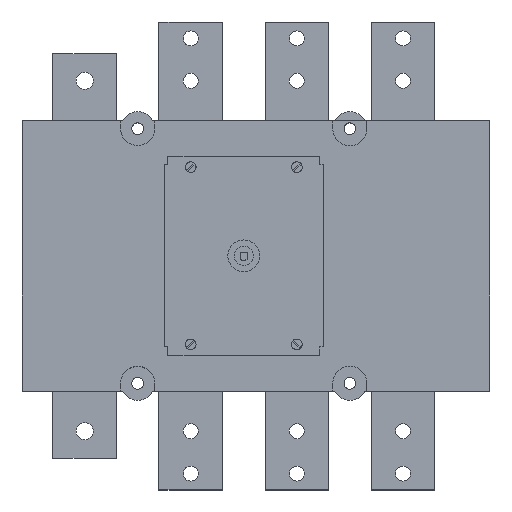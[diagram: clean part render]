
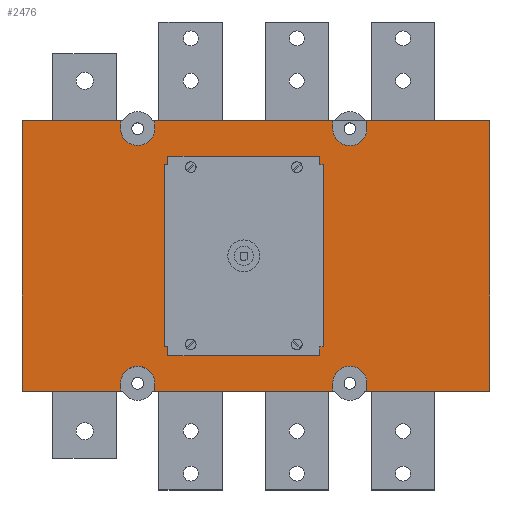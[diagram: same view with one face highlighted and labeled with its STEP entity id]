
A CAD part, top view. The second image highlights one B-rep face of the part: STEP entity #2476.
In plain terms, the highlighted planar face has unit normal (0, 0, 1).
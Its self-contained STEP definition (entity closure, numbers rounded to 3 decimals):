
#69=FACE_BOUND('',#381,.T.);
#70=FACE_BOUND('',#382,.T.);
#188=FACE_OUTER_BOUND('',#380,.T.);
#380=EDGE_LOOP('',(#1865,#1866,#1867,#1868,#1869,#1870,#1871,#1872,#1873,
#1874,#1875,#1876,#1877,#1878,#1879,#1880));
#381=EDGE_LOOP('',(#1881,#1882,#1883,#1884,#1885,#1886,#1887,#1888,#1889,
#1890,#1891,#1892));
#382=EDGE_LOOP('',(#1893,#1894,#1895,#1896));
#604=LINE('',#4064,#872);
#606=LINE('',#4069,#874);
#607=LINE('',#4071,#875);
#608=LINE('',#4073,#876);
#609=LINE('',#4075,#877);
#610=LINE('',#4077,#878);
#611=LINE('',#4081,#879);
#612=LINE('',#4082,#880);
#613=LINE('',#4084,#881);
#614=LINE('',#4086,#882);
#615=LINE('',#4090,#883);
#616=LINE('',#4092,#884);
#617=LINE('',#4094,#885);
#618=LINE('',#4098,#886);
#619=LINE('',#4100,#887);
#620=LINE('',#4102,#888);
#621=LINE('',#4104,#889);
#622=LINE('',#4106,#890);
#623=LINE('',#4108,#891);
#624=LINE('',#4110,#892);
#625=LINE('',#4112,#893);
#626=LINE('',#4114,#894);
#627=LINE('',#4116,#895);
#628=LINE('',#4118,#896);
#629=LINE('',#4119,#897);
#630=LINE('',#4124,#898);
#631=LINE('',#4126,#899);
#632=LINE('',#4127,#900);
#872=VECTOR('',#3285,10.);
#874=VECTOR('',#3289,10.);
#875=VECTOR('',#3290,10.);
#876=VECTOR('',#3291,10.);
#877=VECTOR('',#3292,10.);
#878=VECTOR('',#3293,10.);
#879=VECTOR('',#3296,10.);
#880=VECTOR('',#3297,10.);
#881=VECTOR('',#3298,10.);
#882=VECTOR('',#3299,10.);
#883=VECTOR('',#3302,10.);
#884=VECTOR('',#3303,10.);
#885=VECTOR('',#3304,10.);
#886=VECTOR('',#3307,10.);
#887=VECTOR('',#3308,10.);
#888=VECTOR('',#3309,10.);
#889=VECTOR('',#3310,10.);
#890=VECTOR('',#3311,10.);
#891=VECTOR('',#3312,10.);
#892=VECTOR('',#3313,10.);
#893=VECTOR('',#3314,10.);
#894=VECTOR('',#3315,10.);
#895=VECTOR('',#3316,10.);
#896=VECTOR('',#3317,10.);
#897=VECTOR('',#3318,10.);
#898=VECTOR('',#3321,10.);
#899=VECTOR('',#3322,10.);
#900=VECTOR('',#3323,10.);
#1149=VERTEX_POINT('',#4061);
#1150=VERTEX_POINT('',#4063);
#1151=VERTEX_POINT('',#4067);
#1152=VERTEX_POINT('',#4068);
#1153=VERTEX_POINT('',#4070);
#1154=VERTEX_POINT('',#4072);
#1155=VERTEX_POINT('',#4074);
#1156=VERTEX_POINT('',#4076);
#1157=VERTEX_POINT('',#4078);
#1158=VERTEX_POINT('',#4080);
#1159=VERTEX_POINT('',#4083);
#1160=VERTEX_POINT('',#4085);
#1161=VERTEX_POINT('',#4087);
#1162=VERTEX_POINT('',#4089);
#1163=VERTEX_POINT('',#4091);
#1164=VERTEX_POINT('',#4093);
#1165=VERTEX_POINT('',#4096);
#1166=VERTEX_POINT('',#4097);
#1167=VERTEX_POINT('',#4099);
#1168=VERTEX_POINT('',#4101);
#1169=VERTEX_POINT('',#4103);
#1170=VERTEX_POINT('',#4105);
#1171=VERTEX_POINT('',#4107);
#1172=VERTEX_POINT('',#4109);
#1173=VERTEX_POINT('',#4111);
#1174=VERTEX_POINT('',#4113);
#1175=VERTEX_POINT('',#4115);
#1176=VERTEX_POINT('',#4117);
#1177=VERTEX_POINT('',#4120);
#1178=VERTEX_POINT('',#4121);
#1179=VERTEX_POINT('',#4123);
#1180=VERTEX_POINT('',#4125);
#1428=EDGE_CURVE('',#1149,#1150,#604,.T.);
#1430=EDGE_CURVE('',#1151,#1152,#606,.T.);
#1431=EDGE_CURVE('',#1153,#1152,#607,.T.);
#1432=EDGE_CURVE('',#1154,#1153,#608,.T.);
#1433=EDGE_CURVE('',#1155,#1154,#609,.T.);
#1434=EDGE_CURVE('',#1155,#1156,#610,.T.);
#1435=EDGE_CURVE('',#1156,#1157,#2662,.T.);
#1436=EDGE_CURVE('',#1157,#1158,#611,.T.);
#1437=EDGE_CURVE('',#1150,#1158,#612,.T.);
#1438=EDGE_CURVE('',#1159,#1149,#613,.T.);
#1439=EDGE_CURVE('',#1159,#1160,#614,.T.);
#1440=EDGE_CURVE('',#1160,#1161,#2663,.T.);
#1441=EDGE_CURVE('',#1161,#1162,#615,.T.);
#1442=EDGE_CURVE('',#1163,#1162,#616,.T.);
#1443=EDGE_CURVE('',#1163,#1164,#617,.T.);
#1444=EDGE_CURVE('',#1164,#1151,#2664,.T.);
#1445=EDGE_CURVE('',#1165,#1166,#618,.T.);
#1446=EDGE_CURVE('',#1166,#1167,#619,.T.);
#1447=EDGE_CURVE('',#1167,#1168,#620,.T.);
#1448=EDGE_CURVE('',#1168,#1169,#621,.T.);
#1449=EDGE_CURVE('',#1169,#1170,#622,.T.);
#1450=EDGE_CURVE('',#1170,#1171,#623,.T.);
#1451=EDGE_CURVE('',#1171,#1172,#624,.T.);
#1452=EDGE_CURVE('',#1172,#1173,#625,.T.);
#1453=EDGE_CURVE('',#1173,#1174,#626,.T.);
#1454=EDGE_CURVE('',#1174,#1175,#627,.T.);
#1455=EDGE_CURVE('',#1175,#1176,#628,.T.);
#1456=EDGE_CURVE('',#1176,#1165,#629,.T.);
#1457=EDGE_CURVE('',#1177,#1178,#2665,.T.);
#1458=EDGE_CURVE('',#1178,#1179,#630,.T.);
#1459=EDGE_CURVE('',#1179,#1180,#631,.T.);
#1460=EDGE_CURVE('',#1180,#1177,#632,.T.);
#1865=ORIENTED_EDGE('',*,*,#1430,.T.);
#1866=ORIENTED_EDGE('',*,*,#1431,.F.);
#1867=ORIENTED_EDGE('',*,*,#1432,.F.);
#1868=ORIENTED_EDGE('',*,*,#1433,.F.);
#1869=ORIENTED_EDGE('',*,*,#1434,.T.);
#1870=ORIENTED_EDGE('',*,*,#1435,.T.);
#1871=ORIENTED_EDGE('',*,*,#1436,.T.);
#1872=ORIENTED_EDGE('',*,*,#1437,.F.);
#1873=ORIENTED_EDGE('',*,*,#1428,.F.);
#1874=ORIENTED_EDGE('',*,*,#1438,.F.);
#1875=ORIENTED_EDGE('',*,*,#1439,.T.);
#1876=ORIENTED_EDGE('',*,*,#1440,.T.);
#1877=ORIENTED_EDGE('',*,*,#1441,.T.);
#1878=ORIENTED_EDGE('',*,*,#1442,.F.);
#1879=ORIENTED_EDGE('',*,*,#1443,.T.);
#1880=ORIENTED_EDGE('',*,*,#1444,.T.);
#1881=ORIENTED_EDGE('',*,*,#1445,.T.);
#1882=ORIENTED_EDGE('',*,*,#1446,.T.);
#1883=ORIENTED_EDGE('',*,*,#1447,.T.);
#1884=ORIENTED_EDGE('',*,*,#1448,.T.);
#1885=ORIENTED_EDGE('',*,*,#1449,.T.);
#1886=ORIENTED_EDGE('',*,*,#1450,.T.);
#1887=ORIENTED_EDGE('',*,*,#1451,.T.);
#1888=ORIENTED_EDGE('',*,*,#1452,.T.);
#1889=ORIENTED_EDGE('',*,*,#1453,.T.);
#1890=ORIENTED_EDGE('',*,*,#1454,.T.);
#1891=ORIENTED_EDGE('',*,*,#1455,.T.);
#1892=ORIENTED_EDGE('',*,*,#1456,.T.);
#1893=ORIENTED_EDGE('',*,*,#1457,.T.);
#1894=ORIENTED_EDGE('',*,*,#1458,.T.);
#1895=ORIENTED_EDGE('',*,*,#1459,.T.);
#1896=ORIENTED_EDGE('',*,*,#1460,.T.);
#2344=PLANE('',#2815);
#2476=ADVANCED_FACE('',(#188,#69,#70),#2344,.T.);
#2662=CIRCLE('',#2816,16.);
#2663=CIRCLE('',#2817,16.);
#2664=CIRCLE('',#2818,16.139);
#2665=CIRCLE('',#2819,16.14);
#2815=AXIS2_PLACEMENT_3D('',#4066,#3287,#3288);
#2816=AXIS2_PLACEMENT_3D('',#4079,#3294,#3295);
#2817=AXIS2_PLACEMENT_3D('',#4088,#3300,#3301);
#2818=AXIS2_PLACEMENT_3D('',#4095,#3305,#3306);
#2819=AXIS2_PLACEMENT_3D('',#4122,#3319,#3320);
#3285=DIRECTION('',(0.,1.,0.));
#3287=DIRECTION('center_axis',(0.,0.,1.));
#3288=DIRECTION('ref_axis',(1.,0.,0.));
#3289=DIRECTION('',(0.,-1.,0.));
#3290=DIRECTION('',(-1.,0.,0.));
#3291=DIRECTION('',(0.,-1.,0.));
#3292=DIRECTION('',(1.,0.,0.));
#3293=DIRECTION('',(0.,-1.,0.));
#3294=DIRECTION('center_axis',(0.,0.,-1.));
#3295=DIRECTION('ref_axis',(1.,0.,0.));
#3296=DIRECTION('',(0.,1.,0.));
#3297=DIRECTION('',(1.,0.,0.));
#3298=DIRECTION('',(-1.,0.,0.));
#3299=DIRECTION('',(0.,1.,0.));
#3300=DIRECTION('center_axis',(0.,0.,-1.));
#3301=DIRECTION('ref_axis',(1.,0.,0.));
#3302=DIRECTION('',(0.,-1.,0.));
#3303=DIRECTION('',(-1.,0.,0.));
#3304=DIRECTION('',(0.,1.,0.));
#3305=DIRECTION('center_axis',(0.,0.,-1.));
#3306=DIRECTION('ref_axis',(-0.983,-0.185,0.));
#3307=DIRECTION('',(0.,-1.,0.));
#3308=DIRECTION('',(1.,0.,0.));
#3309=DIRECTION('',(0.,-1.,0.));
#3310=DIRECTION('',(-1.,0.,0.));
#3311=DIRECTION('',(0.,-1.,0.));
#3312=DIRECTION('',(-1.,0.,0.));
#3313=DIRECTION('',(0.,1.,0.));
#3314=DIRECTION('',(-1.,0.,0.));
#3315=DIRECTION('',(0.,1.,0.));
#3316=DIRECTION('',(1.,0.,0.));
#3317=DIRECTION('',(0.,1.,0.));
#3318=DIRECTION('',(1.,0.,0.));
#3319=DIRECTION('center_axis',(0.,0.,-1.));
#3320=DIRECTION('ref_axis',(1.,0.007,0.));
#3321=DIRECTION('',(0.,1.,0.));
#3322=DIRECTION('',(1.,0.,0.));
#3323=DIRECTION('',(0.,-1.,0.));
#4061=CARTESIAN_POINT('',(0.,-127.5,103.));
#4063=CARTESIAN_POINT('',(0.,127.5,103.));
#4064=CARTESIAN_POINT('',(0.,127.5,103.));
#4066=CARTESIAN_POINT('Origin',(220.5,0.,103.));
#4067=CARTESIAN_POINT('',(324.861,-117.015,103.));
#4068=CARTESIAN_POINT('',(324.861,-127.5,103.));
#4069=CARTESIAN_POINT('',(324.861,-63.75,103.));
#4070=CARTESIAN_POINT('',(441.,-127.5,103.));
#4071=CARTESIAN_POINT('',(0.,-127.5,103.));
#4072=CARTESIAN_POINT('',(441.,127.5,103.));
#4073=CARTESIAN_POINT('',(441.,-127.5,103.));
#4074=CARTESIAN_POINT('',(125.,127.5,103.));
#4075=CARTESIAN_POINT('',(441.,127.5,103.));
#4076=CARTESIAN_POINT('',(125.,120.,103.));
#4077=CARTESIAN_POINT('',(125.,60.,103.));
#4078=CARTESIAN_POINT('',(93.,120.,103.));
#4079=CARTESIAN_POINT('Origin',(109.,120.,103.));
#4080=CARTESIAN_POINT('',(93.,127.5,103.));
#4081=CARTESIAN_POINT('',(93.,63.75,103.));
#4082=CARTESIAN_POINT('',(441.,127.5,103.));
#4083=CARTESIAN_POINT('',(93.,-127.5,103.));
#4084=CARTESIAN_POINT('',(0.,-127.5,103.));
#4085=CARTESIAN_POINT('',(93.,-120.,103.));
#4086=CARTESIAN_POINT('',(93.,-60.,103.));
#4087=CARTESIAN_POINT('',(125.,-120.,103.));
#4088=CARTESIAN_POINT('Origin',(109.,-120.,103.));
#4089=CARTESIAN_POINT('',(125.,-127.5,103.));
#4090=CARTESIAN_POINT('',(125.,-63.75,103.));
#4091=CARTESIAN_POINT('',(292.861,-127.5,103.));
#4092=CARTESIAN_POINT('',(0.,-127.5,103.));
#4093=CARTESIAN_POINT('',(292.861,-120.,103.));
#4094=CARTESIAN_POINT('',(292.861,-60.,103.));
#4095=CARTESIAN_POINT('Origin',(309.,-120.,103.));
#4096=CARTESIAN_POINT('',(280.5,94.,103.));
#4097=CARTESIAN_POINT('',(280.5,85.8,103.));
#4098=CARTESIAN_POINT('',(280.5,47.,103.));
#4099=CARTESIAN_POINT('',(284.,85.8,103.));
#4100=CARTESIAN_POINT('',(250.5,85.8,103.));
#4101=CARTESIAN_POINT('',(284.,-85.8,103.));
#4102=CARTESIAN_POINT('',(284.,42.9,103.));
#4103=CARTESIAN_POINT('',(280.5,-85.8,103.));
#4104=CARTESIAN_POINT('',(252.25,-85.8,103.));
#4105=CARTESIAN_POINT('',(280.5,-94.,103.));
#4106=CARTESIAN_POINT('',(280.5,-42.9,103.));
#4107=CARTESIAN_POINT('',(137.5,-94.,103.));
#4108=CARTESIAN_POINT('',(250.5,-94.,103.));
#4109=CARTESIAN_POINT('',(137.5,-85.8,103.));
#4110=CARTESIAN_POINT('',(137.5,-47.,103.));
#4111=CARTESIAN_POINT('',(134.,-85.8,103.));
#4112=CARTESIAN_POINT('',(179.,-85.8,103.));
#4113=CARTESIAN_POINT('',(134.,85.8,103.));
#4114=CARTESIAN_POINT('',(134.,-42.9,103.));
#4115=CARTESIAN_POINT('',(137.5,85.8,103.));
#4116=CARTESIAN_POINT('',(177.25,85.8,103.));
#4117=CARTESIAN_POINT('',(137.5,94.,103.));
#4118=CARTESIAN_POINT('',(137.5,42.9,103.));
#4119=CARTESIAN_POINT('',(179.,94.,103.));
#4120=CARTESIAN_POINT('',(324.861,117.013,103.));
#4121=CARTESIAN_POINT('',(292.861,119.894,103.));
#4122=CARTESIAN_POINT('Origin',(309.,120.,103.));
#4123=CARTESIAN_POINT('',(292.861,127.394,103.));
#4124=CARTESIAN_POINT('',(292.861,63.697,103.));
#4125=CARTESIAN_POINT('',(324.861,127.394,103.));
#4126=CARTESIAN_POINT('',(272.68,127.394,103.));
#4127=CARTESIAN_POINT('',(324.861,58.507,103.));
